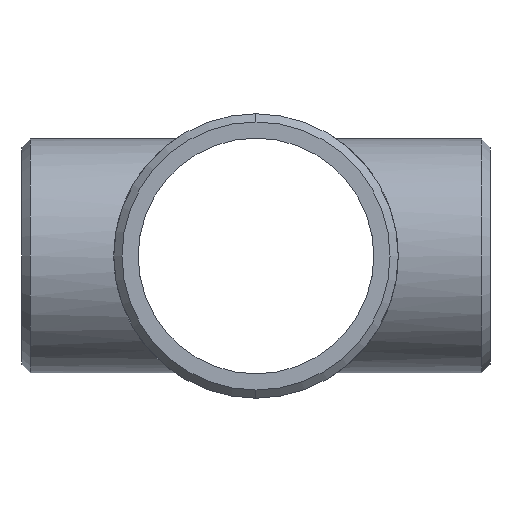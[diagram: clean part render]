
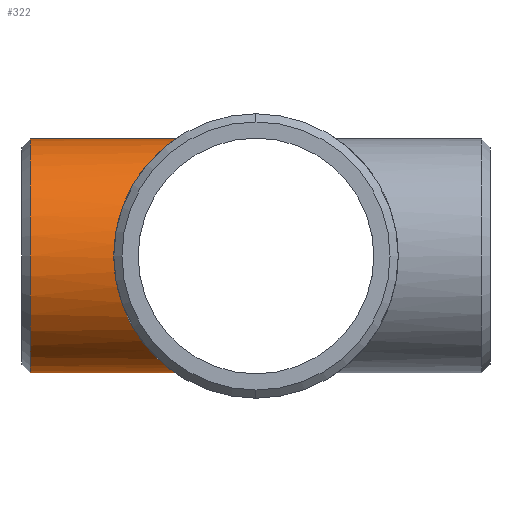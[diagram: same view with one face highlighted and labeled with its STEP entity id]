
A CAD part, left-side view. The second image highlights one B-rep face of the part: STEP entity #322.
In plain terms, the highlighted cylindrical face has radius 36.576 mm (diameter 73.152 mm), a partial arc.
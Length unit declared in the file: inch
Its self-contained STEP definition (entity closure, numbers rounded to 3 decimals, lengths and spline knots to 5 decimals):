
#14 = CARTESIAN_POINT ( 'NONE',  ( -0.10174, 0.99443, -1.44 ) ) ;
#22 = CARTESIAN_POINT ( 'NONE',  ( -0.19997, 1.0102, -1.42938 ) ) ;
#40 = CARTESIAN_POINT ( 'NONE',  ( -1.35927, 1.68403, 0.48508 ) ) ;
#44 = CARTESIAN_POINT ( 'NONE',  ( -1.11524, 1.49418, 0.91123 ) ) ;
#50 = CARTESIAN_POINT ( 'NONE',  ( -0.60695, 1.16446, 1.30663 ) ) ;
#53 = LINE ( 'NONE', #976, #395 ) ;
#59 = CARTESIAN_POINT ( 'NONE',  ( -1.23442, 1.58479, -0.74713 ) ) ;
#87 = CARTESIAN_POINT ( 'NONE',  ( -0.31935, 1.0442, -1.40435 ) ) ;
#141 = CARTESIAN_POINT ( 'NONE',  ( -1.35491, 1.68067, -0.48827 ) ) ;
#147 = CARTESIAN_POINT ( 'NONE',  ( -0.94497, 1.37108, 1.09024 ) ) ;
#151 = CARTESIAN_POINT ( 'NONE',  ( -1.38903, 1.70826, 0.3925 ) ) ;
#160 = CARTESIAN_POINT ( 'NONE',  ( -1.43724, 1.74772, -0.10244 ) ) ;
#165 = ORIENTED_EDGE ( 'NONE', *, *, #189, .T. ) ;
#172 = VERTEX_POINT ( 'NONE', #998 ) ;
#189 = EDGE_CURVE ( 'NONE', #330, #1183, #693, .T. ) ;
#215 = CARTESIAN_POINT ( 'NONE',  ( 0., 2.88, 0. ) ) ;
#221 = CARTESIAN_POINT ( 'NONE',  ( -0.9429, 1.36965, -1.09201 ) ) ;
#235 = CARTESIAN_POINT ( 'NONE',  ( -1.21029, 1.56634, 0.78161 ) ) ;
#240 = CARTESIAN_POINT ( 'NONE',  ( 0., 2.88, -1.44 ) ) ;
#251 = ORIENTED_EDGE ( 'NONE', *, *, #466, .T. ) ;
#252 = CARTESIAN_POINT ( 'NONE',  ( -1.30164, 1.63799, 0.61779 ) ) ;
#258 = CARTESIAN_POINT ( 'NONE',  ( -1.42992, 1.74172, 0.17189 ) ) ;
#319 = CARTESIAN_POINT ( 'NONE',  ( -0.72593, 1.23078, -1.24445 ) ) ;
#322 = ADVANCED_FACE ( 'NONE', ( #948 ), #940, .T. ) ;
#328 = CARTESIAN_POINT ( 'NONE',  ( 0., 2.78, -1.44 ) ) ;
#330 = VERTEX_POINT ( 'NONE', #1028 ) ;
#332 = CARTESIAN_POINT ( 'NONE',  ( -0.02505, 0.99443, 1.44 ) ) ;
#343 = CARTESIAN_POINT ( 'NONE',  ( -1.41801, 1.73195, -0.25192 ) ) ;
#353 = CARTESIAN_POINT ( 'NONE',  ( -1.12807, 1.50368, -0.89618 ) ) ;
#358 = CARTESIAN_POINT ( 'NONE',  ( -0.41251, 1.0764, 1.37985 ) ) ;
#390 = CARTESIAN_POINT ( 'NONE',  ( -0.38906, 1.06761, -1.38665 ) ) ;
#395 = VECTOR ( 'NONE', #1067, 39.37008 ) ;
#398 = B_SPLINE_CURVE_WITH_KNOTS ( 'NONE', 3,
 ( #595, #14, #22, #87, #1006, #390, #616, #414, #1137, #523, #934, #319, #423, #727, #221, #1043, #449, #353, #749, #59, #1060, #854, #1179, #141, #973, #1261, #435, #738, #343, #758, #1167, #160, #968, #955, #550, #258, #962, #666, #840, #151, #40, #252, #542, #1268, #235, #870, #654, #1276, #44, #1065, #1071, #147, #1250, #763, #1156, #554, #50, #1171, #454, #358, #1078, #862, #660, #559, #444, #462, #644, #568, #332, #1054 ),
 .UNSPECIFIED., .F., .F.,
 ( 4, 2, 2, 2, 2, 2, 2, 2, 2, 2, 2, 2, 2, 2, 2, 2, 2, 2, 2, 2, 2, 2, 2, 2, 2, 2, 2, 2, 2, 2, 2, 2, 2, 2, 4 ),
 ( 0., 0.00762, 0.00953, 0.01144, 0.01525, 0.01906, 0.02287, 0.03049, 0.03431, 0.03812, 0.04574, 0.04765, 0.04955, 0.05337, 0.05527, 0.05718, 0.06099, 0.0648, 0.06671, 0.06861, 0.07624, 0.08005, 0.08386, 0.08577, 0.08767, 0.09148, 0.09911, 0.10292, 0.10673, 0.11054, 0.11245, 0.11436, 0.11817, 0.12007, 0.12198 ),
 .UNSPECIFIED. ) ;
#401 = EDGE_LOOP ( 'NONE', ( #572, #165, #1160, #251 ) ) ;
#408 = CARTESIAN_POINT ( 'NONE',  ( 0., 0.99443, 1.44 ) ) ;
#414 = CARTESIAN_POINT ( 'NONE',  ( -0.47861, 1.10286, -1.35894 ) ) ;
#423 = CARTESIAN_POINT ( 'NONE',  ( -0.76408, 1.25375, -1.22137 ) ) ;
#435 = CARTESIAN_POINT ( 'NONE',  ( -1.39801, 1.7156, -0.34871 ) ) ;
#444 = CARTESIAN_POINT ( 'NONE',  ( -0.20032, 1.01322, 1.42687 ) ) ;
#449 = CARTESIAN_POINT ( 'NONE',  ( -1.06914, 1.45999, -0.96572 ) ) ;
#454 = CARTESIAN_POINT ( 'NONE',  ( -0.47991, 1.10341, 1.35849 ) ) ;
#462 = CARTESIAN_POINT ( 'NONE',  ( -0.12586, 1.00207, 1.43471 ) ) ;
#466 = EDGE_CURVE ( 'NONE', #172, #1026, #398, .T. ) ;
#521 = EDGE_CURVE ( 'NONE', #1183, #172, #1161, .T. ) ;
#523 = CARTESIAN_POINT ( 'NONE',  ( -0.60569, 1.1638, -1.30722 ) ) ;
#542 = CARTESIAN_POINT ( 'NONE',  ( -1.2805, 1.62123, 0.6604 ) ) ;
#550 = CARTESIAN_POINT ( 'NONE',  ( -1.43758, 1.74801, 0.09727 ) ) ;
#554 = CARTESIAN_POINT ( 'NONE',  ( -0.64749, 1.18621, 1.287 ) ) ;
#559 = CARTESIAN_POINT ( 'NONE',  ( -0.24872, 1.02406, 1.41918 ) ) ;
#568 = CARTESIAN_POINT ( 'NONE',  ( -0.05018, 0.99538, 1.43935 ) ) ;
#572 = ORIENTED_EDGE ( 'NONE', *, *, #1063, .F. ) ;
#592 = AXIS2_PLACEMENT_3D ( 'NONE', #215, #926, #1131 ) ;
#595 = CARTESIAN_POINT ( 'NONE',  ( 0., 0.99443, -1.44 ) ) ;
#616 = CARTESIAN_POINT ( 'NONE',  ( -0.41172, 1.0761, -1.38008 ) ) ;
#644 = CARTESIAN_POINT ( 'NONE',  ( -0.10059, 0.99919, 1.4367 ) ) ;
#654 = CARTESIAN_POINT ( 'NONE',  ( -1.15747, 1.52596, 0.85696 ) ) ;
#660 = CARTESIAN_POINT ( 'NONE',  ( -0.31976, 1.04433, 1.40426 ) ) ;
#666 = CARTESIAN_POINT ( 'NONE',  ( -1.41898, 1.73275, 0.2464 ) ) ;
#693 = CIRCLE ( 'NONE', #1020, 1.44 ) ;
#727 = CARTESIAN_POINT ( 'NONE',  ( -0.87453, 1.32303, -1.14745 ) ) ;
#738 = CARTESIAN_POINT ( 'NONE',  ( -1.41346, 1.72822, -0.27631 ) ) ;
#749 = CARTESIAN_POINT ( 'NONE',  ( -1.15589, 1.52469, -0.86002 ) ) ;
#758 = CARTESIAN_POINT ( 'NONE',  ( -1.42589, 1.73841, -0.20261 ) ) ;
#763 = CARTESIAN_POINT ( 'NONE',  ( -0.76466, 1.2541, 1.22103 ) ) ;
#772 = DIRECTION ( 'NONE',  ( 0., 0., 1. ) ) ;
#840 = CARTESIAN_POINT ( 'NONE',  ( -1.41448, 1.72906, 0.27103 ) ) ;
#854 = CARTESIAN_POINT ( 'NONE',  ( -1.32852, 1.65947, -0.55607 ) ) ;
#862 = CARTESIAN_POINT ( 'NONE',  ( -0.34318, 1.05176, 1.39871 ) ) ;
#867 = CARTESIAN_POINT ( 'NONE',  ( 0., 2.78, 0. ) ) ;
#870 = CARTESIAN_POINT ( 'NONE',  ( -1.17099, 1.53624, 0.8384 ) ) ;
#897 = DIRECTION ( 'NONE',  ( 0., -1., 0. ) ) ;
#926 = DIRECTION ( 'NONE',  ( 0., -1., 0. ) ) ;
#934 = CARTESIAN_POINT ( 'NONE',  ( -0.64654, 1.18568, -1.28749 ) ) ;
#940 = CYLINDRICAL_SURFACE ( 'NONE', #592, 1.44 ) ;
#948 = FACE_OUTER_BOUND ( 'NONE', #401, .T. ) ;
#955 = CARTESIAN_POINT ( 'NONE',  ( -1.44008, 1.75007, 0.04743 ) ) ;
#962 = CARTESIAN_POINT ( 'NONE',  ( -1.42672, 1.73909, 0.19674 ) ) ;
#968 = CARTESIAN_POINT ( 'NONE',  ( -1.43991, 1.74993, -0.05242 ) ) ;
#973 = CARTESIAN_POINT ( 'NONE',  ( -1.36294, 1.68716, -0.46537 ) ) ;
#976 = CARTESIAN_POINT ( 'NONE',  ( 0., 2.88, 1.44 ) ) ;
#998 = CARTESIAN_POINT ( 'NONE',  ( 0., 0.99443, -1.44 ) ) ;
#1006 = CARTESIAN_POINT ( 'NONE',  ( -0.34291, 1.05167, -1.39878 ) ) ;
#1020 = AXIS2_PLACEMENT_3D ( 'NONE', #867, #1283, #772 ) ;
#1026 = VERTEX_POINT ( 'NONE', #408 ) ;
#1028 = CARTESIAN_POINT ( 'NONE',  ( 0., 2.78, 1.44 ) ) ;
#1043 = CARTESIAN_POINT ( 'NONE',  ( -1.03846, 1.43764, -0.99859 ) ) ;
#1054 = CARTESIAN_POINT ( 'NONE',  ( 0., 0.99443, 1.44 ) ) ;
#1060 = CARTESIAN_POINT ( 'NONE',  ( -1.2803, 1.62096, -0.66609 ) ) ;
#1063 = EDGE_CURVE ( 'NONE', #330, #1026, #53, .T. ) ;
#1065 = CARTESIAN_POINT ( 'NONE',  ( -1.07122, 1.46152, 0.96341 ) ) ;
#1067 = DIRECTION ( 'NONE',  ( 0., -1., 0. ) ) ;
#1071 = CARTESIAN_POINT ( 'NONE',  ( -1.0406, 1.43919, 0.99636 ) ) ;
#1078 = CARTESIAN_POINT ( 'NONE',  ( -0.38954, 1.06779, 1.38652 ) ) ;
#1124 = VECTOR ( 'NONE', #897, 39.37008 ) ;
#1131 = DIRECTION ( 'NONE',  ( 0., 0., -1. ) ) ;
#1137 = CARTESIAN_POINT ( 'NONE',  ( -0.52176, 1.12241, -1.34293 ) ) ;
#1156 = CARTESIAN_POINT ( 'NONE',  ( -0.72632, 1.23101, 1.24421 ) ) ;
#1160 = ORIENTED_EDGE ( 'NONE', *, *, #521, .T. ) ;
#1161 = LINE ( 'NONE', #240, #1124 ) ;
#1167 = CARTESIAN_POINT ( 'NONE',  ( -1.42923, 1.74115, -0.17759 ) ) ;
#1171 = CARTESIAN_POINT ( 'NONE',  ( -0.52315, 1.12306, 1.34238 ) ) ;
#1179 = CARTESIAN_POINT ( 'NONE',  ( -1.33771, 1.66684, -0.53359 ) ) ;
#1183 = VERTEX_POINT ( 'NONE', #328 ) ;
#1250 = CARTESIAN_POINT ( 'NONE',  ( -0.87626, 1.32415, 1.14621 ) ) ;
#1261 = CARTESIAN_POINT ( 'NONE',  ( -1.38535, 1.70529, -0.39596 ) ) ;
#1268 = CARTESIAN_POINT ( 'NONE',  ( -1.23484, 1.58541, 0.74227 ) ) ;
#1276 = CARTESIAN_POINT ( 'NONE',  ( -1.12962, 1.50494, 0.89336 ) ) ;
#1283 = DIRECTION ( 'NONE',  ( 0., -1., 0. ) ) ;
